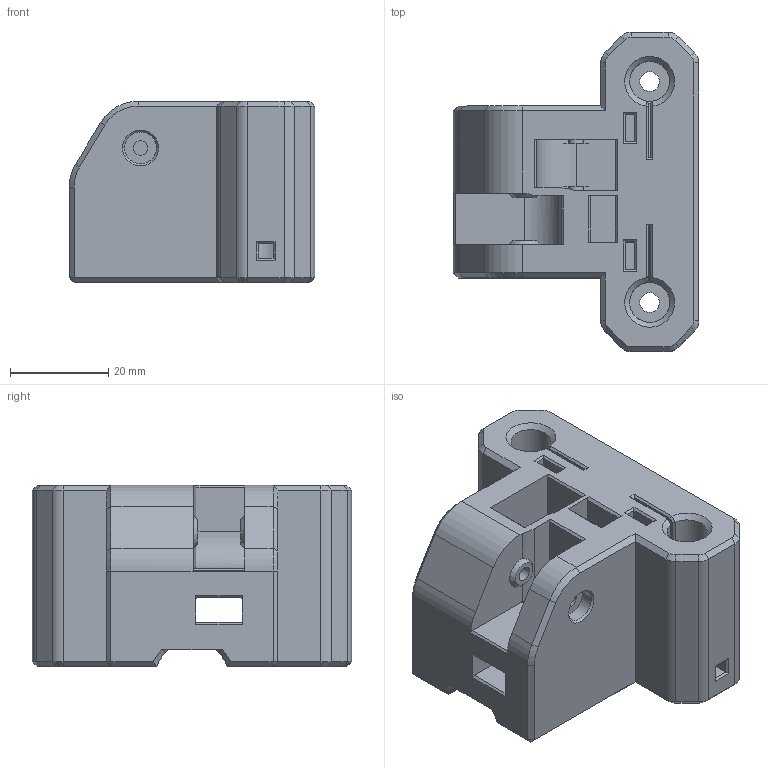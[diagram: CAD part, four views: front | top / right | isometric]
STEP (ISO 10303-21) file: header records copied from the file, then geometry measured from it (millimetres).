
FILE_DESCRIPTION(/* description */ ('FreeCAD Model'),/* implementation_level */ '2;1');
FILE_NAME(/* name */ 'y-carrier-tooth-idler-y-carrier-common-qol-upgrade.step',/* time_stamp */ '2025-11-12T12:28:28+01:00',/* author */ (''),/* organization */ (''),/* preprocessor_version */ 'ST-DEVELOPER v20.1',/* originating_system */ 'Autodesk Translation Framework v14.21.0.0',/* authorisation */ '');
FILE_SCHEMA (('AUTOMOTIVE_DESIGN { 1 0 10303 214 3 1 1 }'));
Length unit declared in the file: millimetre
Products named in the file (1): y-carrier-common
Bounding box: 50 x 65 x 37 mm (x, y, z)
Volume: 62712.2 mm3; surface area: 20338.6 mm2
Topology: 1 solids, 1 shells, 360 faces, 867 edges, 541 vertices
Faces by surface type: plane 198, bspline 56, cylinder 54, cone 52
Full cylindrical faces by diameter (mm): 3 x4, 3.3 x12, 4 x8, 6.5 x2, 6.7 x2, 7.5 x2, 8.15 x2, 8.65 x2
Entity records: 11121 total; most frequent: CARTESIAN_POINT 2968, ORIENTED_EDGE 1734, DIRECTION 1520, EDGE_CURVE 867, LINE 550, VECTOR 550, VERTEX_POINT 541, AXIS2_PLACEMENT_3D 485
